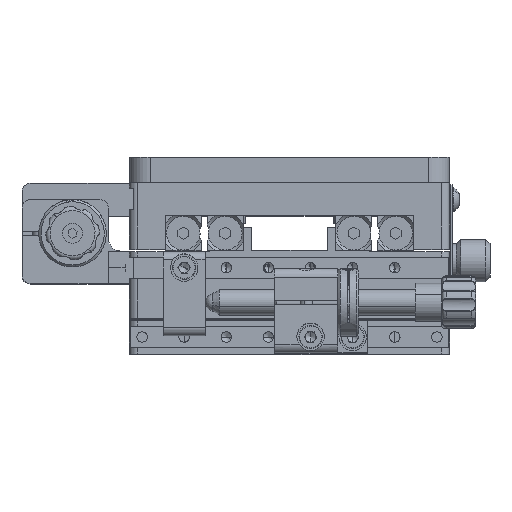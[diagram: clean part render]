
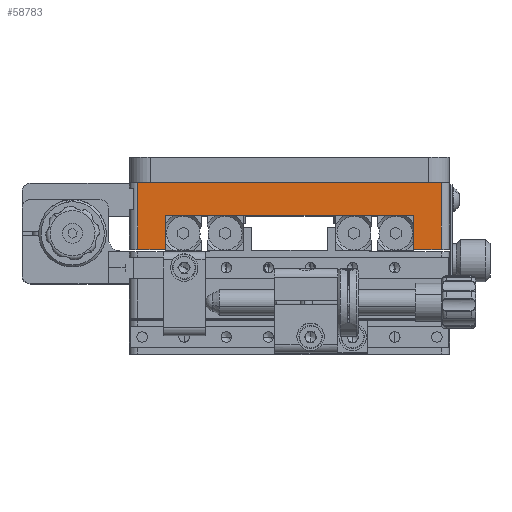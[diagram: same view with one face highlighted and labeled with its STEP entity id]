
A CAD part, top view. The second image highlights one B-rep face of the part: STEP entity #58783.
In plain terms, the highlighted planar face has unit normal (0, 0, 1).
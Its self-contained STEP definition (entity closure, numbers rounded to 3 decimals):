
#386 = DIRECTION ( 'NONE',  ( -1., 0., 0. ) ) ;
#533 = ORIENTED_EDGE ( 'NONE', *, *, #5046, .T. ) ;
#857 = PLANE ( 'NONE',  #2884 ) ;
#1166 = CARTESIAN_POINT ( 'NONE',  ( 21.5, 24.4, 38. ) ) ;
#1495 = FACE_OUTER_BOUND ( 'NONE', #54659, .T. ) ;
#2619 = VECTOR ( 'NONE', #386, 1000. ) ;
#2884 = AXIS2_PLACEMENT_3D ( 'NONE', #4941, #41186, #62495 ) ;
#3849 = VECTOR ( 'NONE', #40256, 1000. ) ;
#3922 = VECTOR ( 'NONE', #45522, 1000. ) ;
#4210 = ORIENTED_EDGE ( 'NONE', *, *, #16476, .F. ) ;
#4941 = CARTESIAN_POINT ( 'NONE',  ( -38., 25.8, 38. ) ) ;
#5046 = EDGE_CURVE ( 'NONE', #18068, #19453, #23791, .T. ) ;
#5185 = EDGE_CURVE ( 'NONE', #24928, #22690, #14100, .T. ) ;
#6736 = LINE ( 'NONE', #44639, #35919 ) ;
#8689 = EDGE_CURVE ( 'NONE', #63906, #10379, #57590, .T. ) ;
#9545 = LINE ( 'NONE', #36052, #18462 ) ;
#10148 = LINE ( 'NONE', #57208, #44158 ) ;
#10288 = CARTESIAN_POINT ( 'NONE',  ( -29.5, 24.3, 38. ) ) ;
#10379 = VERTEX_POINT ( 'NONE', #53251 ) ;
#11404 = VERTEX_POINT ( 'NONE', #61520 ) ;
#11659 = DIRECTION ( 'NONE',  ( -1., 0., 0. ) ) ;
#11828 = CARTESIAN_POINT ( 'NONE',  ( 29.5, 16.4, 38. ) ) ;
#12508 = DIRECTION ( 'NONE',  ( -1., 0., 0. ) ) ;
#13631 = VECTOR ( 'NONE', #11659, 1000. ) ;
#13744 = ORIENTED_EDGE ( 'NONE', *, *, #53221, .F. ) ;
#14100 = LINE ( 'NONE', #11828, #52133 ) ;
#14562 = DIRECTION ( 'NONE',  ( 0., -1., 0. ) ) ;
#16461 = VERTEX_POINT ( 'NONE', #21409 ) ;
#16476 = EDGE_CURVE ( 'NONE', #22690, #48158, #10148, .T. ) ;
#16819 = CARTESIAN_POINT ( 'NONE',  ( 29.5, 24.3, 38. ) ) ;
#17720 = LINE ( 'NONE', #45943, #3849 ) ;
#18068 = VERTEX_POINT ( 'NONE', #28239 ) ;
#18462 = VECTOR ( 'NONE', #51741, 1000. ) ;
#19453 = VERTEX_POINT ( 'NONE', #65023 ) ;
#20001 = DIRECTION ( 'NONE',  ( 0., -1., 0. ) ) ;
#20559 = VECTOR ( 'NONE', #20001, 1000. ) ;
#21409 = CARTESIAN_POINT ( 'NONE',  ( -29.5, 16.4, 38. ) ) ;
#21951 = CARTESIAN_POINT ( 'NONE',  ( -21.5, 24.3, 38. ) ) ;
#22690 = VERTEX_POINT ( 'NONE', #36124 ) ;
#23791 = LINE ( 'NONE', #66819, #20559 ) ;
#24359 = ORIENTED_EDGE ( 'NONE', *, *, #41825, .F. ) ;
#24928 = VERTEX_POINT ( 'NONE', #27939 ) ;
#25687 = DIRECTION ( 'NONE',  ( -1., 0., 0. ) ) ;
#27939 = CARTESIAN_POINT ( 'NONE',  ( 36., 16.4, 38. ) ) ;
#28239 = CARTESIAN_POINT ( 'NONE',  ( -36., 32.2, 38. ) ) ;
#28396 = VECTOR ( 'NONE', #25687, 1000. ) ;
#31122 = EDGE_CURVE ( 'NONE', #46678, #11404, #44757, .T. ) ;
#33061 = VECTOR ( 'NONE', #36164, 1000. ) ;
#33961 = LINE ( 'NONE', #40290, #3922 ) ;
#34360 = ORIENTED_EDGE ( 'NONE', *, *, #36617, .F. ) ;
#35601 = ORIENTED_EDGE ( 'NONE', *, *, #57434, .F. ) ;
#35919 = VECTOR ( 'NONE', #65004, 1000. ) ;
#36052 = CARTESIAN_POINT ( 'NONE',  ( 36., 25.8, 38. ) ) ;
#36124 = CARTESIAN_POINT ( 'NONE',  ( 29.5, 16.4, 38. ) ) ;
#36164 = DIRECTION ( 'NONE',  ( -1., 0., 0. ) ) ;
#36617 = EDGE_CURVE ( 'NONE', #16461, #19453, #41083, .T. ) ;
#36992 = DIRECTION ( 'NONE',  ( 0., 1., 0. ) ) ;
#39661 = VERTEX_POINT ( 'NONE', #65619 ) ;
#39979 = VECTOR ( 'NONE', #14562, 1000. ) ;
#40256 = DIRECTION ( 'NONE',  ( 0., -1., 0. ) ) ;
#40290 = CARTESIAN_POINT ( 'NONE',  ( -38., 32.2, 38. ) ) ;
#41083 = LINE ( 'NONE', #53515, #13631 ) ;
#41166 = LINE ( 'NONE', #51400, #33061 ) ;
#41186 = DIRECTION ( 'NONE',  ( 0., 0., -1. ) ) ;
#41681 = EDGE_CURVE ( 'NONE', #11404, #63906, #17720, .T. ) ;
#41825 = EDGE_CURVE ( 'NONE', #48158, #39661, #41166, .T. ) ;
#41899 = ORIENTED_EDGE ( 'NONE', *, *, #5185, .F. ) ;
#44158 = VECTOR ( 'NONE', #36992, 1000. ) ;
#44639 = CARTESIAN_POINT ( 'NONE',  ( 21.5, 24.3, 38. ) ) ;
#44757 = LINE ( 'NONE', #51397, #2619 ) ;
#45522 = DIRECTION ( 'NONE',  ( 1., 0., 0. ) ) ;
#45943 = CARTESIAN_POINT ( 'NONE',  ( -21.5, 24.3, 38. ) ) ;
#46678 = VERTEX_POINT ( 'NONE', #1166 ) ;
#48158 = VERTEX_POINT ( 'NONE', #16819 ) ;
#48737 = ORIENTED_EDGE ( 'NONE', *, *, #31122, .F. ) ;
#51387 = EDGE_CURVE ( 'NONE', #10379, #16461, #61925, .T. ) ;
#51397 = CARTESIAN_POINT ( 'NONE',  ( -21.5, 24.4, 38. ) ) ;
#51400 = CARTESIAN_POINT ( 'NONE',  ( 29.5, 24.3, 38. ) ) ;
#51741 = DIRECTION ( 'NONE',  ( 0., 1., 0. ) ) ;
#52099 = ORIENTED_EDGE ( 'NONE', *, *, #8689, .F. ) ;
#52133 = VECTOR ( 'NONE', #12508, 1000. ) ;
#53221 = EDGE_CURVE ( 'NONE', #18068, #59111, #33961, .T. ) ;
#53251 = CARTESIAN_POINT ( 'NONE',  ( -29.5, 24.3, 38. ) ) ;
#53515 = CARTESIAN_POINT ( 'NONE',  ( -38., 16.4, 38. ) ) ;
#54490 = ORIENTED_EDGE ( 'NONE', *, *, #51387, .F. ) ;
#54659 = EDGE_LOOP ( 'NONE', ( #41899, #60707, #13744, #533, #34360, #54490, #52099, #59720, #48737, #35601, #24359, #4210 ) ) ;
#56154 = CARTESIAN_POINT ( 'NONE',  ( -29.5, 16.4, 38. ) ) ;
#57208 = CARTESIAN_POINT ( 'NONE',  ( 29.5, 16.4, 38. ) ) ;
#57434 = EDGE_CURVE ( 'NONE', #39661, #46678, #6736, .T. ) ;
#57590 = LINE ( 'NONE', #10288, #28396 ) ;
#58783 = ADVANCED_FACE ( 'NONE', ( #1495 ), #857, .F. ) ;
#59111 = VERTEX_POINT ( 'NONE', #60636 ) ;
#59513 = EDGE_CURVE ( 'NONE', #24928, #59111, #9545, .T. ) ;
#59720 = ORIENTED_EDGE ( 'NONE', *, *, #41681, .F. ) ;
#60636 = CARTESIAN_POINT ( 'NONE',  ( 36., 32.2, 38. ) ) ;
#60707 = ORIENTED_EDGE ( 'NONE', *, *, #59513, .T. ) ;
#61520 = CARTESIAN_POINT ( 'NONE',  ( -21.5, 24.4, 38. ) ) ;
#61925 = LINE ( 'NONE', #56154, #39979 ) ;
#62495 = DIRECTION ( 'NONE',  ( 1., 0., 0. ) ) ;
#63906 = VERTEX_POINT ( 'NONE', #21951 ) ;
#65004 = DIRECTION ( 'NONE',  ( 0., 1., 0. ) ) ;
#65023 = CARTESIAN_POINT ( 'NONE',  ( -36., 16.4, 38. ) ) ;
#65619 = CARTESIAN_POINT ( 'NONE',  ( 21.5, 24.3, 38. ) ) ;
#66819 = CARTESIAN_POINT ( 'NONE',  ( -36., 25.8, 38. ) ) ;
